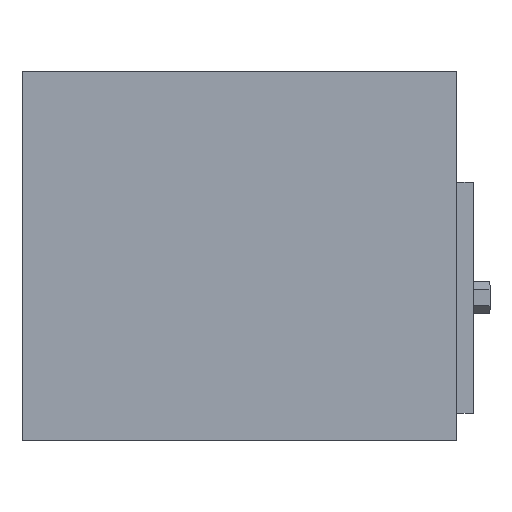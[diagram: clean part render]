
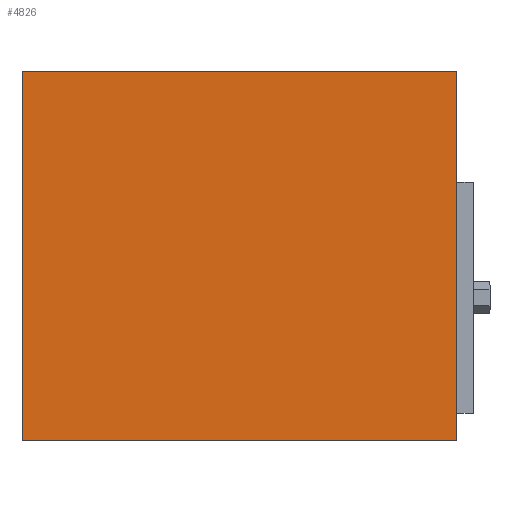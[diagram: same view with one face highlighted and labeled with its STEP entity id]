
A CAD part, left-side view. The second image highlights one B-rep face of the part: STEP entity #4826.
In plain terms, the highlighted planar face has unit normal (-1, 0, 0).
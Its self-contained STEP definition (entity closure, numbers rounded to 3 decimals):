
#430 = VERTEX_POINT ( 'NONE', #3917 ) ;
#755 = VECTOR ( 'NONE', #3514, 1000. ) ;
#1230 = ORIENTED_EDGE ( 'NONE', *, *, #2918, .T. ) ;
#1532 = DIRECTION ( 'NONE',  ( 0., 1., 0. ) ) ;
#1534 = ORIENTED_EDGE ( 'NONE', *, *, #4903, .T. ) ;
#1974 = FACE_OUTER_BOUND ( 'NONE', #3362, .T. ) ;
#2029 = DIRECTION ( 'NONE',  ( 1., 0., 0. ) ) ;
#2069 = VERTEX_POINT ( 'NONE', #3522 ) ;
#2102 = EDGE_CURVE ( 'NONE', #430, #2069, #2679, .T. ) ;
#2116 = LINE ( 'NONE', #3428, #755 ) ;
#2158 = LINE ( 'NONE', #4395, #3673 ) ;
#2250 = VERTEX_POINT ( 'NONE', #4194 ) ;
#2287 = EDGE_CURVE ( 'NONE', #4229, #2250, #2158, .T. ) ;
#2466 = PLANE ( 'NONE',  #3167 ) ;
#2511 = LINE ( 'NONE', #5492, #2839 ) ;
#2623 = DIRECTION ( 'NONE',  ( 0., 0., 1. ) ) ;
#2679 = LINE ( 'NONE', #4881, #5438 ) ;
#2839 = VECTOR ( 'NONE', #1532, 1000. ) ;
#2918 = EDGE_CURVE ( 'NONE', #2250, #430, #2511, .T. ) ;
#3167 = AXIS2_PLACEMENT_3D ( 'NONE', #4619, #2029, #5560 ) ;
#3362 = EDGE_LOOP ( 'NONE', ( #4669, #1534, #3370, #1230 ) ) ;
#3370 = ORIENTED_EDGE ( 'NONE', *, *, #2287, .T. ) ;
#3428 = CARTESIAN_POINT ( 'NONE',  ( 0., 0., 0. ) ) ;
#3514 = DIRECTION ( 'NONE',  ( 0., -1., 0. ) ) ;
#3522 = CARTESIAN_POINT ( 'NONE',  ( 0., 47., 0. ) ) ;
#3673 = VECTOR ( 'NONE', #2623, 1000. ) ;
#3917 = CARTESIAN_POINT ( 'NONE',  ( 0., 47., 40. ) ) ;
#4194 = CARTESIAN_POINT ( 'NONE',  ( 0., 0., 40. ) ) ;
#4229 = VERTEX_POINT ( 'NONE', #5547 ) ;
#4395 = CARTESIAN_POINT ( 'NONE',  ( 0., 0., 40. ) ) ;
#4619 = CARTESIAN_POINT ( 'NONE',  ( 0., 0., 0. ) ) ;
#4669 = ORIENTED_EDGE ( 'NONE', *, *, #2102, .T. ) ;
#4826 = ADVANCED_FACE ( 'NONE', ( #1974 ), #2466, .F. ) ;
#4881 = CARTESIAN_POINT ( 'NONE',  ( 0., 47., 0. ) ) ;
#4903 = EDGE_CURVE ( 'NONE', #2069, #4229, #2116, .T. ) ;
#5222 = DIRECTION ( 'NONE',  ( 0., 0., -1. ) ) ;
#5438 = VECTOR ( 'NONE', #5222, 1000. ) ;
#5492 = CARTESIAN_POINT ( 'NONE',  ( 0., 47., 40. ) ) ;
#5547 = CARTESIAN_POINT ( 'NONE',  ( 0., 0., 0. ) ) ;
#5560 = DIRECTION ( 'NONE',  ( 0., 0., -1. ) ) ;
